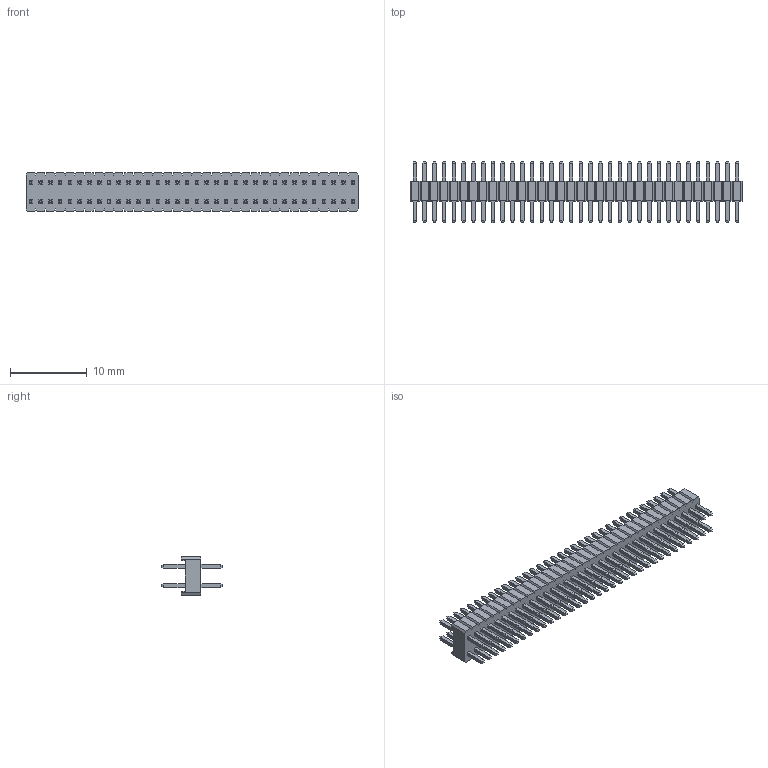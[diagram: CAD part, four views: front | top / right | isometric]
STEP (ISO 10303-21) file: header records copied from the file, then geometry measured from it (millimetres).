
FILE_DESCRIPTION (( 'STEP AP214' ), '1' );
FILE_NAME ('PLD-68-1.27.STEP', '2020-07-01T07:44:12', ( '' ), ( '' ), 'SwSTEP 2.0', 'SolidWorks 2018', '' );
FILE_SCHEMA (( 'AUTOMOTIVE_DESIGN' ));
Length unit declared in the file: millimetre
Products named in the file (1): PLD-68-1.27
Bounding box: 43.18 x 7.94 x 5 mm (x, y, z)
Volume: 535.3 mm3; surface area: 1474.7 mm2
Topology: 1 solids, 1 shells, 1436 faces, 3350 edges, 2052 vertices
Faces by surface type: plane 1436
Entity records: 41688 total; most frequent: CARTESIAN_POINT 6839, ORIENTED_EDGE 6700, DIRECTION 6224, LINE 3350, EDGE_CURVE 3350, VECTOR 3350, VERTEX_POINT 2052, EDGE_LOOP 1572
